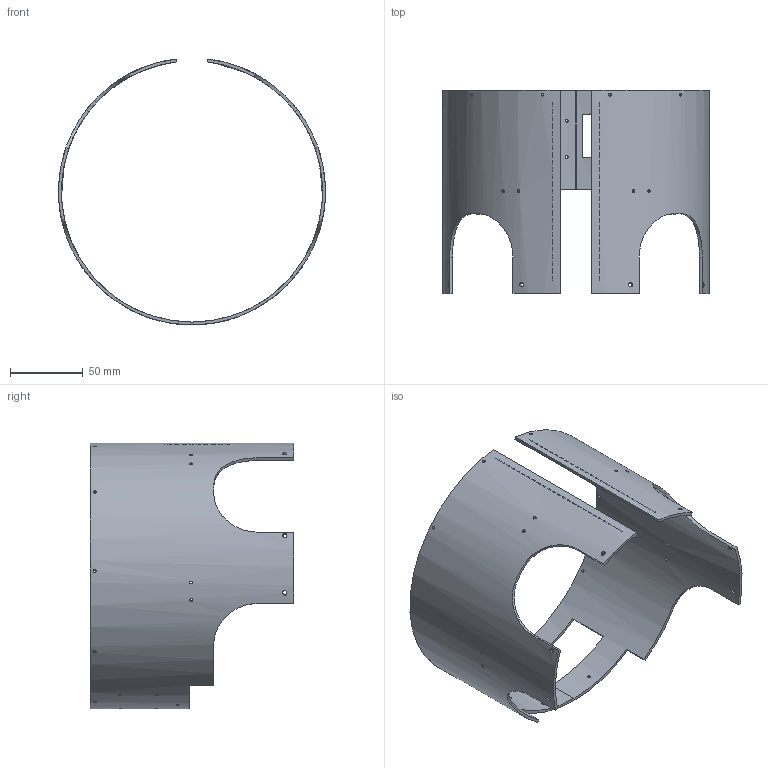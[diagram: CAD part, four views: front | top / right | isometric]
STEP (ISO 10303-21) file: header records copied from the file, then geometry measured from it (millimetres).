
FILE_DESCRIPTION (( 'STEP AP214' ), '1' );
FILE_NAME ('main_shell_all-1 (7).STEP', '2020-10-10T10:54:08', ( '' ), ( '' ), 'SwSTEP 2.0', 'SolidWorks 2020', '' );
FILE_SCHEMA (( 'AUTOMOTIVE_DESIGN' ));
Length unit declared in the file: millimetre
Products named in the file (1): main_shell_all-1 (7)
Bounding box: 184.01 x 140 x 183.39 mm (x, y, z)
Volume: 107194.2 mm3; surface area: 111928.5 mm2
Topology: 1 solids, 1 shells, 296 faces, 932 edges, 638 vertices
Faces by surface type: plane 126, cylinder 104, cone 49, bspline 17
Entity records: 19348 total; most frequent: CARTESIAN_POINT 11943, ORIENTED_EDGE 1868, EDGE_CURVE 934, DIRECTION 890, VERTEX_POINT 640, B_SPLINE_CURVE_WITH_KNOTS 632, EDGE_LOOP 458, AXIS2_PLACEMENT_3D 308
